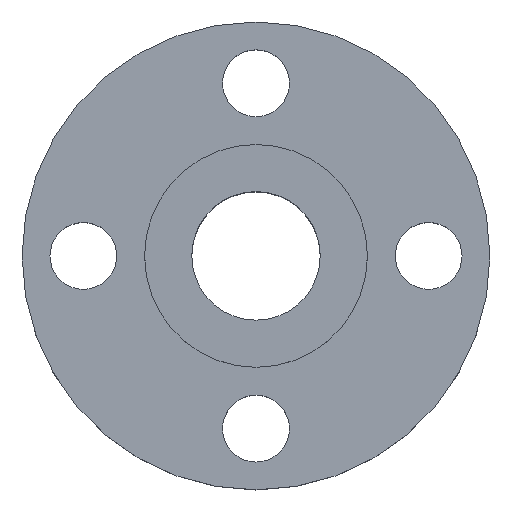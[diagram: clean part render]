
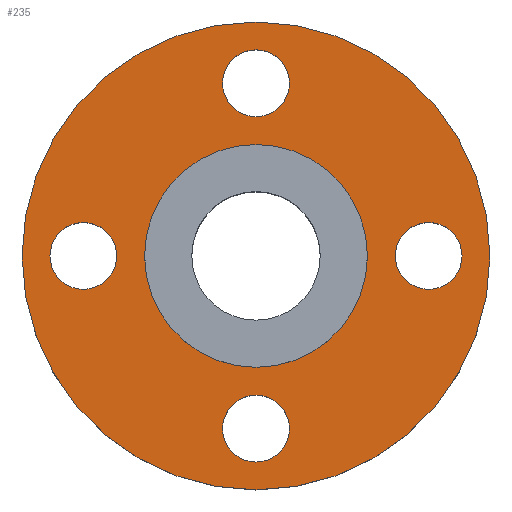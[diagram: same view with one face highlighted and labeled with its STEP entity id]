
A CAD part, top view. The second image highlights one B-rep face of the part: STEP entity #235.
In plain terms, the highlighted planar face has unit normal (0, 0, 1).
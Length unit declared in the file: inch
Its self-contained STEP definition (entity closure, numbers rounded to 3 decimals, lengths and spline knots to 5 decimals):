
#3 = CARTESIAN_POINT ( 'NONE',  ( -1.9375, 0., -0.25 ) ) ;
#9 = CARTESIAN_POINT ( 'NONE',  ( 1.9375, 0., -0.25 ) ) ;
#11 = VERTEX_POINT ( 'NONE', #446 ) ;
#22 = CARTESIAN_POINT ( 'NONE',  ( 0., 1.25, -0.25 ) ) ;
#31 = DIRECTION ( 'NONE',  ( 1., 0., 0. ) ) ;
#36 = DIRECTION ( 'NONE',  ( 1., 0., 0. ) ) ;
#52 = DIRECTION ( 'NONE',  ( 0., 0., 1. ) ) ;
#70 = DIRECTION ( 'NONE',  ( 1., 0., 0. ) ) ;
#74 = EDGE_CURVE ( 'NONE', #793, #228, #211, .T. ) ;
#86 = AXIS2_PLACEMENT_3D ( 'NONE', #322, #448, #786 ) ;
#89 = CARTESIAN_POINT ( 'NONE',  ( 0.375, 1.9375, -0.25 ) ) ;
#90 = DIRECTION ( 'NONE',  ( 1., 0., 0. ) ) ;
#98 = CARTESIAN_POINT ( 'NONE',  ( 0., -1.9375, -0.25 ) ) ;
#103 = DIRECTION ( 'NONE',  ( 0., 0., 1. ) ) ;
#106 = ORIENTED_EDGE ( 'NONE', *, *, #358, .T. ) ;
#119 = AXIS2_PLACEMENT_3D ( 'NONE', #174, #103, #36 ) ;
#129 = ORIENTED_EDGE ( 'NONE', *, *, #730, .T. ) ;
#130 = AXIS2_PLACEMENT_3D ( 'NONE', #712, #318, #825 ) ;
#143 = ORIENTED_EDGE ( 'NONE', *, *, #433, .F. ) ;
#150 = CIRCLE ( 'NONE', #593, 0.375 ) ;
#151 = DIRECTION ( 'NONE',  ( 0., 0., 1. ) ) ;
#153 = EDGE_CURVE ( 'NONE', #558, #622, #826, .T. ) ;
#157 = CIRCLE ( 'NONE', #643, 0.375 ) ;
#161 = FACE_BOUND ( 'NONE', #792, .T. ) ;
#162 = DIRECTION ( 'NONE',  ( 0., -1., 0. ) ) ;
#174 = CARTESIAN_POINT ( 'NONE',  ( 0., 0., -0.25 ) ) ;
#179 = ORIENTED_EDGE ( 'NONE', *, *, #756, .F. ) ;
#211 = CIRCLE ( 'NONE', #556, 0.375 ) ;
#220 = CARTESIAN_POINT ( 'NONE',  ( -2.3125, 0., -0.25 ) ) ;
#226 = FACE_BOUND ( 'NONE', #749, .T. ) ;
#228 = VERTEX_POINT ( 'NONE', #619 ) ;
#235 = ADVANCED_FACE ( 'NONE', ( #552, #823, #226, #161, #828, #287 ), #569, .F. ) ;
#249 = VERTEX_POINT ( 'NONE', #89 ) ;
#251 = CIRCLE ( 'NONE', #731, 0.375 ) ;
#260 = DIRECTION ( 'NONE',  ( 0., 0., 1. ) ) ;
#287 = FACE_OUTER_BOUND ( 'NONE', #646, .T. ) ;
#304 = DIRECTION ( 'NONE',  ( 0., 1., 0. ) ) ;
#311 = DIRECTION ( 'NONE',  ( 0., 1., 0. ) ) ;
#318 = DIRECTION ( 'NONE',  ( 0., 0., 1. ) ) ;
#322 = CARTESIAN_POINT ( 'NONE',  ( 0., 0., -0.25 ) ) ;
#326 = AXIS2_PLACEMENT_3D ( 'NONE', #447, #545, #715 ) ;
#350 = CARTESIAN_POINT ( 'NONE',  ( 0., 0., -0.25 ) ) ;
#358 = EDGE_CURVE ( 'NONE', #456, #795, #380, .T. ) ;
#371 = ORIENTED_EDGE ( 'NONE', *, *, #153, .F. ) ;
#377 = EDGE_LOOP ( 'NONE', ( #179, #608 ) ) ;
#378 = CARTESIAN_POINT ( 'NONE',  ( 0.375, -1.9375, -0.25 ) ) ;
#380 = CIRCLE ( 'NONE', #119, 2.625 ) ;
#389 = EDGE_CURVE ( 'NONE', #11, #249, #150, .T. ) ;
#420 = CIRCLE ( 'NONE', #474, 0.375 ) ;
#433 = EDGE_CURVE ( 'NONE', #228, #793, #251, .T. ) ;
#437 = AXIS2_PLACEMENT_3D ( 'NONE', #22, #692, #555 ) ;
#442 = EDGE_CURVE ( 'NONE', #853, #822, #629, .T. ) ;
#446 = CARTESIAN_POINT ( 'NONE',  ( -0.375, 1.9375, -0.25 ) ) ;
#447 = CARTESIAN_POINT ( 'NONE',  ( -1.9375, 0., -0.25 ) ) ;
#448 = DIRECTION ( 'NONE',  ( 0., 0., 1. ) ) ;
#450 = AXIS2_PLACEMENT_3D ( 'NONE', #3, #151, #70 ) ;
#452 = CARTESIAN_POINT ( 'NONE',  ( 1.5625, 0., -0.25 ) ) ;
#456 = VERTEX_POINT ( 'NONE', #776 ) ;
#465 = CARTESIAN_POINT ( 'NONE',  ( -1.5625, 0., -0.25 ) ) ;
#469 = EDGE_CURVE ( 'NONE', #576, #631, #579, .T. ) ;
#474 = AXIS2_PLACEMENT_3D ( 'NONE', #849, #260, #520 ) ;
#486 = AXIS2_PLACEMENT_3D ( 'NONE', #565, #634, #31 ) ;
#490 = ORIENTED_EDGE ( 'NONE', *, *, #74, .F. ) ;
#513 = DIRECTION ( 'NONE',  ( -1., 0., 0. ) ) ;
#516 = CIRCLE ( 'NONE', #778, 1.25 ) ;
#520 = DIRECTION ( 'NONE',  ( 0., -1., 0. ) ) ;
#540 = ORIENTED_EDGE ( 'NONE', *, *, #469, .F. ) ;
#545 = DIRECTION ( 'NONE',  ( 0., 0., 1. ) ) ;
#552 = FACE_BOUND ( 'NONE', #827, .T. ) ;
#555 = DIRECTION ( 'NONE',  ( -1., 0., 0. ) ) ;
#556 = AXIS2_PLACEMENT_3D ( 'NONE', #844, #707, #311 ) ;
#558 = VERTEX_POINT ( 'NONE', #220 ) ;
#564 = EDGE_CURVE ( 'NONE', #631, #576, #516, .T. ) ;
#565 = CARTESIAN_POINT ( 'NONE',  ( 0., 0., -0.25 ) ) ;
#569 = PLANE ( 'NONE',  #437 ) ;
#576 = VERTEX_POINT ( 'NONE', #735 ) ;
#579 = CIRCLE ( 'NONE', #86, 1.25 ) ;
#593 = AXIS2_PLACEMENT_3D ( 'NONE', #780, #763, #162 ) ;
#594 = CARTESIAN_POINT ( 'NONE',  ( -2.625, 0., -0.25 ) ) ;
#608 = ORIENTED_EDGE ( 'NONE', *, *, #442, .F. ) ;
#619 = CARTESIAN_POINT ( 'NONE',  ( -0.375, -1.9375, -0.25 ) ) ;
#622 = VERTEX_POINT ( 'NONE', #465 ) ;
#629 = CIRCLE ( 'NONE', #130, 0.375 ) ;
#631 = VERTEX_POINT ( 'NONE', #738 ) ;
#634 = DIRECTION ( 'NONE',  ( 0., 0., 1. ) ) ;
#643 = AXIS2_PLACEMENT_3D ( 'NONE', #9, #52, #513 ) ;
#646 = EDGE_LOOP ( 'NONE', ( #106, #129 ) ) ;
#654 = CARTESIAN_POINT ( 'NONE',  ( 2.3125, 0., -0.25 ) ) ;
#663 = ORIENTED_EDGE ( 'NONE', *, *, #564, .F. ) ;
#690 = DIRECTION ( 'NONE',  ( 0., 0., 1. ) ) ;
#692 = DIRECTION ( 'NONE',  ( 0., 0., -1. ) ) ;
#707 = DIRECTION ( 'NONE',  ( 0., 0., 1. ) ) ;
#712 = CARTESIAN_POINT ( 'NONE',  ( 1.9375, 0., -0.25 ) ) ;
#715 = DIRECTION ( 'NONE',  ( 1., 0., 0. ) ) ;
#726 = CIRCLE ( 'NONE', #486, 2.625 ) ;
#727 = CIRCLE ( 'NONE', #326, 0.375 ) ;
#730 = EDGE_CURVE ( 'NONE', #795, #456, #726, .T. ) ;
#731 = AXIS2_PLACEMENT_3D ( 'NONE', #98, #819, #304 ) ;
#735 = CARTESIAN_POINT ( 'NONE',  ( -1.25, 0., -0.25 ) ) ;
#738 = CARTESIAN_POINT ( 'NONE',  ( 1.25, 0., -0.25 ) ) ;
#749 = EDGE_LOOP ( 'NONE', ( #490, #143 ) ) ;
#756 = EDGE_CURVE ( 'NONE', #822, #853, #157, .T. ) ;
#763 = DIRECTION ( 'NONE',  ( 0., 0., 1. ) ) ;
#770 = ORIENTED_EDGE ( 'NONE', *, *, #815, .F. ) ;
#774 = ORIENTED_EDGE ( 'NONE', *, *, #389, .F. ) ;
#776 = CARTESIAN_POINT ( 'NONE',  ( 2.625, 0., -0.25 ) ) ;
#778 = AXIS2_PLACEMENT_3D ( 'NONE', #350, #690, #90 ) ;
#780 = CARTESIAN_POINT ( 'NONE',  ( 0., 1.9375, -0.25 ) ) ;
#786 = DIRECTION ( 'NONE',  ( 1., 0., 0. ) ) ;
#788 = ORIENTED_EDGE ( 'NONE', *, *, #842, .F. ) ;
#792 = EDGE_LOOP ( 'NONE', ( #770, #371 ) ) ;
#793 = VERTEX_POINT ( 'NONE', #378 ) ;
#795 = VERTEX_POINT ( 'NONE', #594 ) ;
#815 = EDGE_CURVE ( 'NONE', #622, #558, #727, .T. ) ;
#819 = DIRECTION ( 'NONE',  ( 0., 0., 1. ) ) ;
#822 = VERTEX_POINT ( 'NONE', #654 ) ;
#823 = FACE_BOUND ( 'NONE', #377, .T. ) ;
#825 = DIRECTION ( 'NONE',  ( -1., 0., 0. ) ) ;
#826 = CIRCLE ( 'NONE', #450, 0.375 ) ;
#827 = EDGE_LOOP ( 'NONE', ( #788, #774 ) ) ;
#828 = FACE_BOUND ( 'NONE', #846, .T. ) ;
#842 = EDGE_CURVE ( 'NONE', #249, #11, #420, .T. ) ;
#844 = CARTESIAN_POINT ( 'NONE',  ( 0., -1.9375, -0.25 ) ) ;
#846 = EDGE_LOOP ( 'NONE', ( #663, #540 ) ) ;
#849 = CARTESIAN_POINT ( 'NONE',  ( 0., 1.9375, -0.25 ) ) ;
#853 = VERTEX_POINT ( 'NONE', #452 ) ;
